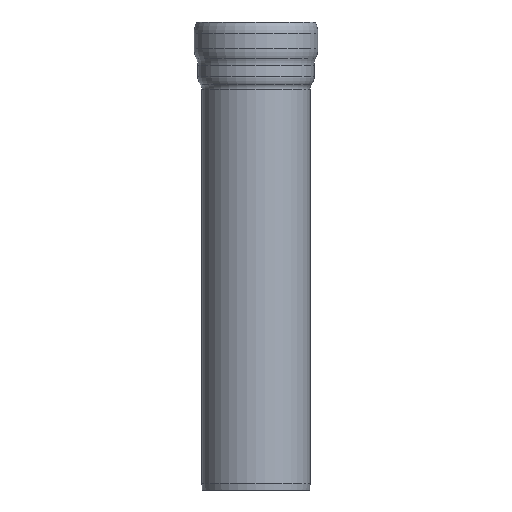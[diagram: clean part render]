
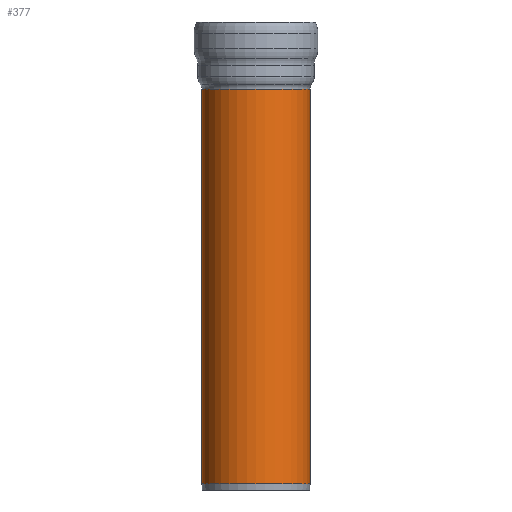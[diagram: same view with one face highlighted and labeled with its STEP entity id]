
A CAD part, front view. The second image highlights one B-rep face of the part: STEP entity #377.
In plain terms, the highlighted cylindrical face has radius 665 mm (diameter 1330 mm), a full revolution.
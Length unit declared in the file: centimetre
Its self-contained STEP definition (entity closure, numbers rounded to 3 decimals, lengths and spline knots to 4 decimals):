
#40=LINE('',#711,#50);
#50=VECTOR('',#596,66.5);
#55=CYLINDRICAL_SURFACE('',#447,66.5);
#78=FACE_OUTER_BOUND('',#104,.T.);
#104=EDGE_LOOP('',(#340,#341,#342,#343,#344));
#122=CIRCLE('',#406,66.5);
#123=CIRCLE('',#407,66.5);
#148=CIRCLE('',#445,66.5);
#161=VERTEX_POINT('',#639);
#162=VERTEX_POINT('',#641);
#182=VERTEX_POINT('',#705);
#202=EDGE_CURVE('',#162,#161,#122,.T.);
#203=EDGE_CURVE('',#161,#162,#123,.T.);
#234=EDGE_CURVE('',#182,#182,#148,.T.);
#236=EDGE_CURVE('',#182,#162,#40,.T.);
#340=ORIENTED_EDGE('',*,*,#234,.F.);
#341=ORIENTED_EDGE('',*,*,#236,.T.);
#342=ORIENTED_EDGE('',*,*,#202,.T.);
#343=ORIENTED_EDGE('',*,*,#203,.T.);
#344=ORIENTED_EDGE('',*,*,#236,.F.);
#377=ADVANCED_FACE('',(#78),#55,.T.);
#406=AXIS2_PLACEMENT_3D('',#642,#505,#506);
#407=AXIS2_PLACEMENT_3D('',#643,#507,#508);
#445=AXIS2_PLACEMENT_3D('',#707,#589,#590);
#447=AXIS2_PLACEMENT_3D('',#710,#594,#595);
#505=DIRECTION('center_axis',(0.,0.,-1.));
#506=DIRECTION('ref_axis',(1.,0.,0.));
#507=DIRECTION('center_axis',(0.,0.,-1.));
#508=DIRECTION('ref_axis',(1.,0.,0.));
#589=DIRECTION('center_axis',(0.,0.,-1.));
#590=DIRECTION('ref_axis',(1.,0.,0.));
#594=DIRECTION('center_axis',(0.,0.,-1.));
#595=DIRECTION('ref_axis',(-1.,0.,0.));
#596=DIRECTION('',(0.,0.,1.));
#639=CARTESIAN_POINT('',(0.,-66.5,492.5));
#641=CARTESIAN_POINT('',(66.5,0.,492.5));
#642=CARTESIAN_POINT('Origin',(0.,0.,492.5));
#643=CARTESIAN_POINT('Origin',(0.,0.,492.5));
#705=CARTESIAN_POINT('',(66.5,0.,7.8908));
#707=CARTESIAN_POINT('Origin',(0.,0.,7.8908));
#710=CARTESIAN_POINT('Origin',(0.,0.,125.1954));
#711=CARTESIAN_POINT('',(66.5,0.,125.1954));
